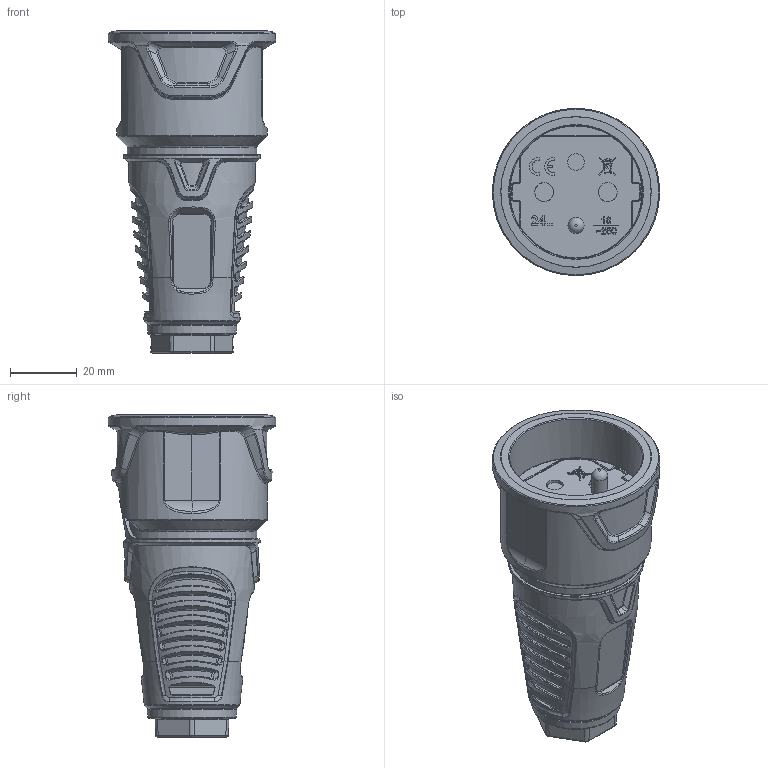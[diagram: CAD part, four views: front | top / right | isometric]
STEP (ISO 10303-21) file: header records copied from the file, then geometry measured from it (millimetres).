
FILE_DESCRIPTION (( 'STEP AP203' ), '1' );
FILE_NAME ('2410.STEP', '2019-10-08T11:30:32', ( '' ), ( '' ), 'SwSTEP 2.0', 'SolidWorks 2019', '' );
FILE_SCHEMA (( 'CONFIG_CONTROL_DESIGN' ));
Length unit declared in the file: millimetre
Products named in the file (1): 2410
Bounding box: 50 x 50 x 96.3 mm (x, y, z)
Volume: 89053.4 mm3; surface area: 17898.3 mm2
Topology: 1 solids, 1 shells, 1411 faces, 3376 edges, 2021 vertices
Faces by surface type: bspline 775, plane 327, cylinder 149, torus 111, cone 49
Full cylindrical faces by diameter (mm): 4.8 x1, 5.3 x1, 7 x1, 38.8 x1, 39.753 x1, 40.8 x1, 45 x1, 50 x1
Entity records: 64011 total; most frequent: CARTESIAN_POINT 37552, ORIENTED_EDGE 6642, DIRECTION 3733, EDGE_CURVE 3321, VERTEX_POINT 2002, B_SPLINE_CURVE_WITH_KNOTS 1638, EDGE_LOOP 1501, AXIS2_PLACEMENT_3D 1481
